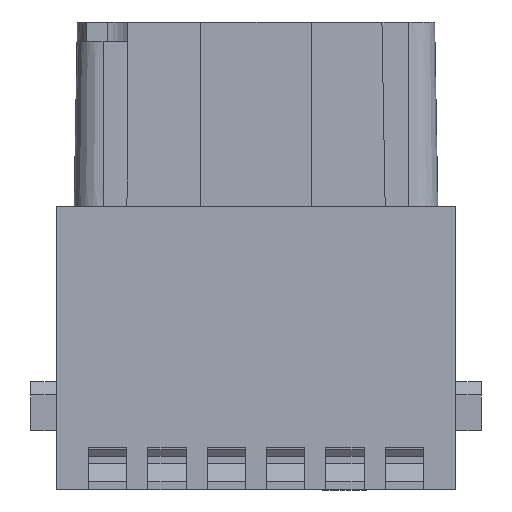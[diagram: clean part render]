
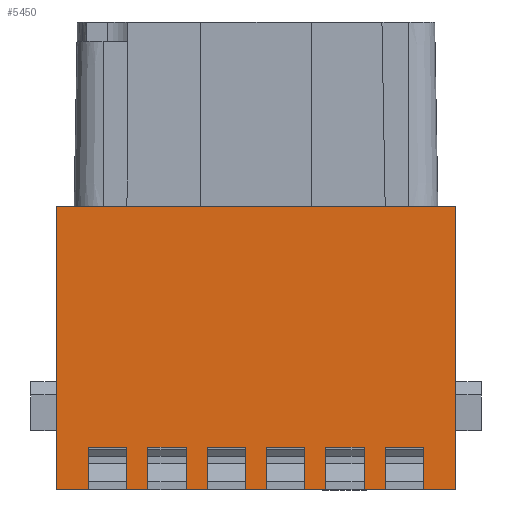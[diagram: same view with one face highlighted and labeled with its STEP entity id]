
A CAD part, left-side view. The second image highlights one B-rep face of the part: STEP entity #5450.
In plain terms, the highlighted planar face has unit normal (-1, 0, 0).
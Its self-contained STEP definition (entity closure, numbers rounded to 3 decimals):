
#5450=ADVANCED_FACE('',(#6739),#6165,.T.);
#6165=PLANE('',#23180);
#6739=FACE_OUTER_BOUND('',#7429,.T.);
#7429=EDGE_LOOP('',(#9608,#9609,#9610,#9611,#9612,#9613,#9614,#9615,#9616,
#9617,#9618,#9619,#9620,#9621,#9622,#9623,#9624,#9625,#9626,#9627,#9628,
#9629,#9630,#9631,#9632,#9633,#9634,#9635));
#9608=ORIENTED_EDGE('',*,*,#14287,.T.);
#9609=ORIENTED_EDGE('',*,*,#13597,.T.);
#9610=ORIENTED_EDGE('',*,*,#14288,.T.);
#9611=ORIENTED_EDGE('',*,*,#14271,.F.);
#9612=ORIENTED_EDGE('',*,*,#14265,.F.);
#9613=ORIENTED_EDGE('',*,*,#13504,.T.);
#9614=ORIENTED_EDGE('',*,*,#14005,.T.);
#9615=ORIENTED_EDGE('',*,*,#13995,.T.);
#9616=ORIENTED_EDGE('',*,*,#14117,.T.);
#9617=ORIENTED_EDGE('',*,*,#13677,.T.);
#9618=ORIENTED_EDGE('',*,*,#14128,.T.);
#9619=ORIENTED_EDGE('',*,*,#14118,.T.);
#9620=ORIENTED_EDGE('',*,*,#14147,.T.);
#9621=ORIENTED_EDGE('',*,*,#13661,.T.);
#9622=ORIENTED_EDGE('',*,*,#14158,.T.);
#9623=ORIENTED_EDGE('',*,*,#14148,.T.);
#9624=ORIENTED_EDGE('',*,*,#14184,.T.);
#9625=ORIENTED_EDGE('',*,*,#13645,.T.);
#9626=ORIENTED_EDGE('',*,*,#14195,.T.);
#9627=ORIENTED_EDGE('',*,*,#14185,.T.);
#9628=ORIENTED_EDGE('',*,*,#14214,.T.);
#9629=ORIENTED_EDGE('',*,*,#13629,.T.);
#9630=ORIENTED_EDGE('',*,*,#14225,.T.);
#9631=ORIENTED_EDGE('',*,*,#14215,.T.);
#9632=ORIENTED_EDGE('',*,*,#14251,.T.);
#9633=ORIENTED_EDGE('',*,*,#13613,.T.);
#9634=ORIENTED_EDGE('',*,*,#14264,.T.);
#9635=ORIENTED_EDGE('',*,*,#14252,.T.);
#12185=VERTEX_POINT('',#29954);
#12186=VERTEX_POINT('',#29956);
#12271=VERTEX_POINT('',#30133);
#12272=VERTEX_POINT('',#30135);
#12285=VERTEX_POINT('',#30163);
#12286=VERTEX_POINT('',#30165);
#12299=VERTEX_POINT('',#30193);
#12300=VERTEX_POINT('',#30195);
#12313=VERTEX_POINT('',#30223);
#12314=VERTEX_POINT('',#30225);
#12327=VERTEX_POINT('',#30253);
#12328=VERTEX_POINT('',#30255);
#12341=VERTEX_POINT('',#30283);
#12342=VERTEX_POINT('',#30285);
#12592=VERTEX_POINT('',#31101);
#12593=VERTEX_POINT('',#31102);
#12665=VERTEX_POINT('',#31373);
#12666=VERTEX_POINT('',#31374);
#12685=VERTEX_POINT('',#31436);
#12686=VERTEX_POINT('',#31437);
#12708=VERTEX_POINT('',#31512);
#12709=VERTEX_POINT('',#31513);
#12728=VERTEX_POINT('',#31575);
#12729=VERTEX_POINT('',#31576);
#12751=VERTEX_POINT('',#31651);
#12752=VERTEX_POINT('',#31652);
#12761=VERTEX_POINT('',#31677);
#12765=VERTEX_POINT('',#31688);
#13504=EDGE_CURVE('',#12186,#12185,#17989,.T.);
#13597=EDGE_CURVE('',#12272,#12271,#18064,.T.);
#13613=EDGE_CURVE('',#12286,#12285,#18077,.T.);
#13629=EDGE_CURVE('',#12300,#12299,#18090,.T.);
#13645=EDGE_CURVE('',#12314,#12313,#18103,.T.);
#13661=EDGE_CURVE('',#12328,#12327,#18116,.T.);
#13677=EDGE_CURVE('',#12342,#12341,#18129,.T.);
#13995=EDGE_CURVE('',#12592,#12593,#18307,.T.);
#14005=EDGE_CURVE('',#12185,#12592,#18317,.T.);
#14117=EDGE_CURVE('',#12593,#12342,#18392,.T.);
#14118=EDGE_CURVE('',#12665,#12666,#18393,.T.);
#14128=EDGE_CURVE('',#12341,#12665,#18403,.T.);
#14147=EDGE_CURVE('',#12666,#12328,#18417,.T.);
#14148=EDGE_CURVE('',#12685,#12686,#18418,.T.);
#14158=EDGE_CURVE('',#12327,#12685,#18428,.T.);
#14184=EDGE_CURVE('',#12686,#12314,#18446,.T.);
#14185=EDGE_CURVE('',#12708,#12709,#18447,.T.);
#14195=EDGE_CURVE('',#12313,#12708,#18457,.T.);
#14214=EDGE_CURVE('',#12709,#12300,#18471,.T.);
#14215=EDGE_CURVE('',#12728,#12729,#18472,.T.);
#14225=EDGE_CURVE('',#12299,#12728,#18482,.T.);
#14251=EDGE_CURVE('',#12729,#12286,#18500,.T.);
#14252=EDGE_CURVE('',#12751,#12752,#18501,.T.);
#14264=EDGE_CURVE('',#12285,#12751,#18513,.T.);
#14265=EDGE_CURVE('',#12186,#12761,#18514,.T.);
#14271=EDGE_CURVE('',#12761,#12765,#18520,.T.);
#14287=EDGE_CURVE('',#12752,#12272,#18535,.T.);
#14288=EDGE_CURVE('',#12271,#12765,#18536,.T.);
#17989=LINE('',#29955,#19600);
#18064=LINE('',#30134,#19675);
#18077=LINE('',#30164,#19688);
#18090=LINE('',#30194,#19701);
#18103=LINE('',#30224,#19714);
#18116=LINE('',#30254,#19727);
#18129=LINE('',#30284,#19740);
#18307=LINE('',#31100,#19918);
#18317=LINE('',#31120,#19928);
#18392=LINE('',#31370,#20003);
#18393=LINE('',#31372,#20004);
#18403=LINE('',#31392,#20014);
#18417=LINE('',#31433,#20028);
#18418=LINE('',#31435,#20029);
#18428=LINE('',#31455,#20039);
#18446=LINE('',#31509,#20057);
#18447=LINE('',#31511,#20058);
#18457=LINE('',#31531,#20068);
#18471=LINE('',#31572,#20082);
#18472=LINE('',#31574,#20083);
#18482=LINE('',#31594,#20093);
#18500=LINE('',#31648,#20111);
#18501=LINE('',#31650,#20112);
#18513=LINE('',#31674,#20124);
#18514=LINE('',#31676,#20125);
#18520=LINE('',#31687,#20131);
#18535=LINE('',#31723,#20146);
#18536=LINE('',#31725,#20147);
#19600=VECTOR('',#24432,1.);
#19675=VECTOR('',#24543,1.);
#19688=VECTOR('',#24562,1.);
#19701=VECTOR('',#24581,1.);
#19714=VECTOR('',#24600,1.);
#19727=VECTOR('',#24619,1.);
#19740=VECTOR('',#24638,1.);
#19918=VECTOR('',#25126,1.);
#19928=VECTOR('',#25138,1.);
#20003=VECTOR('',#25357,1.);
#20004=VECTOR('',#25360,1.);
#20014=VECTOR('',#25372,1.);
#20028=VECTOR('',#25406,1.);
#20029=VECTOR('',#25409,1.);
#20039=VECTOR('',#25421,1.);
#20057=VECTOR('',#25471,1.);
#20058=VECTOR('',#25474,1.);
#20068=VECTOR('',#25486,1.);
#20082=VECTOR('',#25520,1.);
#20083=VECTOR('',#25523,1.);
#20093=VECTOR('',#25535,1.);
#20111=VECTOR('',#25585,1.);
#20112=VECTOR('',#25588,1.);
#20124=VECTOR('',#25604,1.);
#20125=VECTOR('',#25607,1.);
#20131=VECTOR('',#25615,1.);
#20146=VECTOR('',#25656,1.);
#20147=VECTOR('',#25659,1.);
#23180=AXIS2_PLACEMENT_3D('',#31726,#25660,#25661);
#24432=DIRECTION('',(0.,-1.,0.));
#24543=DIRECTION('',(0.,-1.,0.));
#24562=DIRECTION('',(0.,-1.,0.));
#24581=DIRECTION('',(0.,-1.,0.));
#24600=DIRECTION('',(0.,-1.,0.));
#24619=DIRECTION('',(0.,-1.,0.));
#24638=DIRECTION('',(0.,-1.,0.));
#25126=DIRECTION('',(0.,-1.,0.));
#25138=DIRECTION('',(0.,0.,1.));
#25357=DIRECTION('',(0.,0.,-1.));
#25360=DIRECTION('',(0.,-1.,0.));
#25372=DIRECTION('',(0.,0.,1.));
#25406=DIRECTION('',(0.,0.,-1.));
#25409=DIRECTION('',(0.,-1.,0.));
#25421=DIRECTION('',(0.,0.,1.));
#25471=DIRECTION('',(0.,0.,-1.));
#25474=DIRECTION('',(0.,-1.,0.));
#25486=DIRECTION('',(0.,0.,1.));
#25520=DIRECTION('',(0.,0.,-1.));
#25523=DIRECTION('',(0.,-1.,0.));
#25535=DIRECTION('',(0.,0.,1.));
#25585=DIRECTION('',(0.,0.,-1.));
#25588=DIRECTION('',(0.,-1.,0.));
#25604=DIRECTION('',(0.,0.,1.));
#25607=DIRECTION('',(0.,0.,1.));
#25615=DIRECTION('',(0.,-1.,0.));
#25656=DIRECTION('',(0.,0.,-1.));
#25659=DIRECTION('',(0.,0.,1.));
#25660=DIRECTION('',(-1.,0.,0.));
#25661=DIRECTION('',(0.,-1.,0.));
#29954=CARTESIAN_POINT('',(-7.325,12.7,-4.5));
#29955=CARTESIAN_POINT('',(-7.325,15.15,-4.5));
#29956=CARTESIAN_POINT('',(-7.325,15.15,-4.5));
#30133=CARTESIAN_POINT('',(-7.325,-15.15,-4.5));
#30134=CARTESIAN_POINT('',(-7.325,-12.75,-4.5));
#30135=CARTESIAN_POINT('',(-7.325,-12.7,-4.5));
#30163=CARTESIAN_POINT('',(-7.325,-9.8,-4.5));
#30164=CARTESIAN_POINT('',(-7.325,-8.25,-4.5));
#30165=CARTESIAN_POINT('',(-7.325,-8.2,-4.5));
#30193=CARTESIAN_POINT('',(-7.325,-5.3,-4.5));
#30194=CARTESIAN_POINT('',(-7.325,-3.75,-4.5));
#30195=CARTESIAN_POINT('',(-7.325,-3.7,-4.5));
#30223=CARTESIAN_POINT('',(-7.325,-0.8,-4.5));
#30224=CARTESIAN_POINT('',(-7.325,0.75,-4.5));
#30225=CARTESIAN_POINT('',(-7.325,0.8,-4.5));
#30253=CARTESIAN_POINT('',(-7.325,3.7,-4.5));
#30254=CARTESIAN_POINT('',(-7.325,5.25,-4.5));
#30255=CARTESIAN_POINT('',(-7.325,5.3,-4.5));
#30283=CARTESIAN_POINT('',(-7.325,8.2,-4.5));
#30284=CARTESIAN_POINT('',(-7.325,9.75,-4.5));
#30285=CARTESIAN_POINT('',(-7.325,9.8,-4.5));
#31100=CARTESIAN_POINT('',(-7.325,12.75,-1.25));
#31101=CARTESIAN_POINT('',(-7.325,12.7,-1.25));
#31102=CARTESIAN_POINT('',(-7.325,9.8,-1.25));
#31120=CARTESIAN_POINT('',(-7.325,12.7,-4.5));
#31370=CARTESIAN_POINT('',(-7.325,9.8,-1.25));
#31372=CARTESIAN_POINT('',(-7.325,8.25,-1.25));
#31373=CARTESIAN_POINT('',(-7.325,8.2,-1.25));
#31374=CARTESIAN_POINT('',(-7.325,5.3,-1.25));
#31392=CARTESIAN_POINT('',(-7.325,8.2,-4.5));
#31433=CARTESIAN_POINT('',(-7.325,5.3,-1.25));
#31435=CARTESIAN_POINT('',(-7.325,3.75,-1.25));
#31436=CARTESIAN_POINT('',(-7.325,3.7,-1.25));
#31437=CARTESIAN_POINT('',(-7.325,0.8,-1.25));
#31455=CARTESIAN_POINT('',(-7.325,3.7,-4.5));
#31509=CARTESIAN_POINT('',(-7.325,0.8,-1.25));
#31511=CARTESIAN_POINT('',(-7.325,-0.75,-1.25));
#31512=CARTESIAN_POINT('',(-7.325,-0.8,-1.25));
#31513=CARTESIAN_POINT('',(-7.325,-3.7,-1.25));
#31531=CARTESIAN_POINT('',(-7.325,-0.8,-4.5));
#31572=CARTESIAN_POINT('',(-7.325,-3.7,-1.25));
#31574=CARTESIAN_POINT('',(-7.325,-5.25,-1.25));
#31575=CARTESIAN_POINT('',(-7.325,-5.3,-1.25));
#31576=CARTESIAN_POINT('',(-7.325,-8.2,-1.25));
#31594=CARTESIAN_POINT('',(-7.325,-5.3,-4.5));
#31648=CARTESIAN_POINT('',(-7.325,-8.2,-1.25));
#31650=CARTESIAN_POINT('',(-7.325,-9.75,-1.25));
#31651=CARTESIAN_POINT('',(-7.325,-9.8,-1.25));
#31652=CARTESIAN_POINT('',(-7.325,-12.7,-1.25));
#31674=CARTESIAN_POINT('',(-7.325,-9.8,-4.5));
#31676=CARTESIAN_POINT('',(-7.325,15.15,-4.5));
#31677=CARTESIAN_POINT('',(-7.325,15.15,17.));
#31687=CARTESIAN_POINT('',(-7.325,15.15,17.));
#31688=CARTESIAN_POINT('',(-7.325,-15.15,17.));
#31723=CARTESIAN_POINT('',(-7.325,-12.7,-1.25));
#31725=CARTESIAN_POINT('',(-7.325,-15.15,-4.5));
#31726=CARTESIAN_POINT('',(-7.325,15.25,-4.6));
